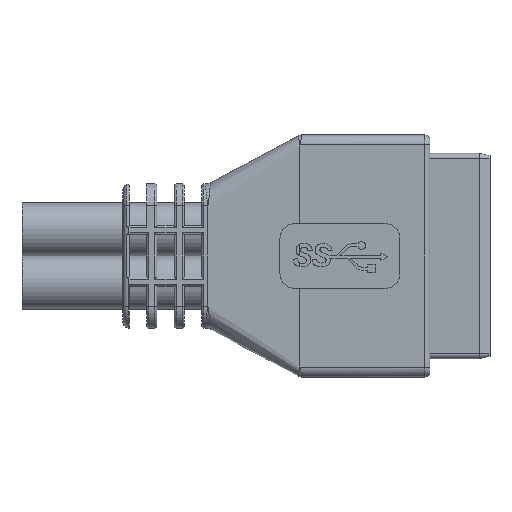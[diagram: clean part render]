
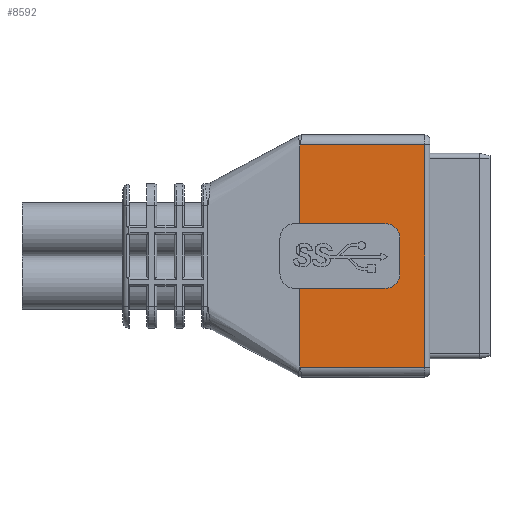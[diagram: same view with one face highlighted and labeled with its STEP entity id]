
A CAD part, front view. The second image highlights one B-rep face of the part: STEP entity #8592.
In plain terms, the highlighted planar face has unit normal (0, -1, 0).
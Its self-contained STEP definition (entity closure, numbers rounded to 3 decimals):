
#402=PLANE('',#9204);
#892=FACE_OUTER_BOUND('',#1401,.T.);
#1401=EDGE_LOOP('',(#6855,#6856,#6857,#6858,#6859,#6860,#6861,#6862,#6863,
#6864));
#1820=CIRCLE('',#9193,1.5);
#1822=CIRCLE('',#9197,1.5);
#2264=LINE('',#14176,#3122);
#2268=LINE('',#14192,#3126);
#2274=LINE('',#14212,#3132);
#2276=LINE('',#14391,#3134);
#2279=LINE('',#14567,#3137);
#2281=LINE('',#14587,#3139);
#2282=LINE('',#14589,#3140);
#2283=LINE('',#14590,#3141);
#3122=VECTOR('',#10515,10.);
#3126=VECTOR('',#10527,10.);
#3132=VECTOR('',#10541,10.);
#3134=VECTOR('',#10551,10.);
#3137=VECTOR('',#10554,10.);
#3139=VECTOR('',#10558,10.);
#3140=VECTOR('',#10559,10.);
#3141=VECTOR('',#10560,10.);
#4062=VERTEX_POINT('',#14174);
#4063=VERTEX_POINT('',#14175);
#4065=VERTEX_POINT('',#14185);
#4067=VERTEX_POINT('',#14191);
#4069=VERTEX_POINT('',#14197);
#4072=VERTEX_POINT('',#14204);
#4074=VERTEX_POINT('',#14390);
#4093=VERTEX_POINT('',#14558);
#4094=VERTEX_POINT('',#14586);
#4095=VERTEX_POINT('',#14588);
#5075=EDGE_CURVE('',#4062,#4063,#2264,.T.);
#5079=EDGE_CURVE('',#4065,#4062,#1820,.T.);
#5082=EDGE_CURVE('',#4067,#4065,#2268,.T.);
#5085=EDGE_CURVE('',#4069,#4067,#1822,.T.);
#5091=EDGE_CURVE('',#4072,#4069,#2274,.T.);
#5095=EDGE_CURVE('',#4072,#4074,#2276,.T.);
#5118=EDGE_CURVE('',#4093,#4063,#2279,.T.);
#5120=EDGE_CURVE('',#4094,#4093,#2281,.T.);
#5121=EDGE_CURVE('',#4095,#4094,#2282,.T.);
#5122=EDGE_CURVE('',#4095,#4074,#2283,.T.);
#6855=ORIENTED_EDGE('',*,*,#5075,.T.);
#6856=ORIENTED_EDGE('',*,*,#5118,.F.);
#6857=ORIENTED_EDGE('',*,*,#5120,.F.);
#6858=ORIENTED_EDGE('',*,*,#5121,.F.);
#6859=ORIENTED_EDGE('',*,*,#5122,.T.);
#6860=ORIENTED_EDGE('',*,*,#5095,.F.);
#6861=ORIENTED_EDGE('',*,*,#5091,.T.);
#6862=ORIENTED_EDGE('',*,*,#5085,.T.);
#6863=ORIENTED_EDGE('',*,*,#5082,.T.);
#6864=ORIENTED_EDGE('',*,*,#5079,.T.);
#8592=ADVANCED_FACE('',(#892),#402,.T.);
#9193=AXIS2_PLACEMENT_3D('',#14186,#10520,#10521);
#9197=AXIS2_PLACEMENT_3D('',#14198,#10532,#10533);
#9204=AXIS2_PLACEMENT_3D('',#14585,#10556,#10557);
#10515=DIRECTION('',(-1.,0.,0.));
#10520=DIRECTION('center_axis',(0.,1.,0.));
#10521=DIRECTION('ref_axis',(0.,0.,-1.));
#10527=DIRECTION('',(0.,0.,-1.));
#10532=DIRECTION('center_axis',(0.,1.,0.));
#10533=DIRECTION('ref_axis',(1.,0.,0.));
#10541=DIRECTION('',(1.,0.,0.));
#10551=DIRECTION('',(0.,0.,1.));
#10554=DIRECTION('',(0.,0.,1.));
#10556=DIRECTION('center_axis',(0.,-1.,0.));
#10557=DIRECTION('ref_axis',(0.,0.,1.));
#10558=DIRECTION('',(-1.,0.,0.));
#10559=DIRECTION('',(0.,0.,-1.));
#10560=DIRECTION('',(-1.,0.,0.));
#14174=CARTESIAN_POINT('',(-4.5,0.,8.85));
#14175=CARTESIAN_POINT('',(-13.,0.,8.85));
#14176=CARTESIAN_POINT('',(-2.25,0.,8.85));
#14185=CARTESIAN_POINT('',(-3.,0.,10.35));
#14186=CARTESIAN_POINT('Origin',(-4.5,0.,10.35));
#14191=CARTESIAN_POINT('',(-3.,0.,13.85));
#14192=CARTESIAN_POINT('',(-3.,0.,7.425));
#14197=CARTESIAN_POINT('',(-4.5,0.,15.35));
#14198=CARTESIAN_POINT('Origin',(-4.5,0.,13.85));
#14204=CARTESIAN_POINT('',(-13.,0.,15.35));
#14212=CARTESIAN_POINT('',(-6.75,0.,15.35));
#14390=CARTESIAN_POINT('',(-13.,0.,23.2));
#14391=CARTESIAN_POINT('',(-13.,0.,1.));
#14558=CARTESIAN_POINT('',(-13.,0.,1.));
#14567=CARTESIAN_POINT('',(-13.,0.,1.));
#14585=CARTESIAN_POINT('Origin',(0.,0.,1.));
#14586=CARTESIAN_POINT('',(-0.5,0.,1.));
#14587=CARTESIAN_POINT('',(0.,0.,1.));
#14588=CARTESIAN_POINT('',(-0.5,0.,23.2));
#14589=CARTESIAN_POINT('',(-0.5,0.,6.55));
#14590=CARTESIAN_POINT('',(0.,0.,23.2));
